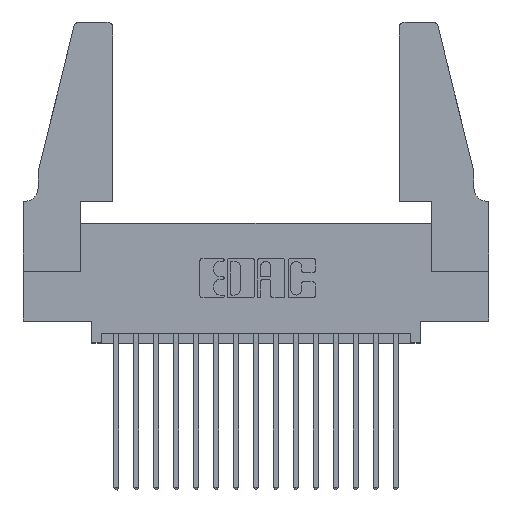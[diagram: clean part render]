
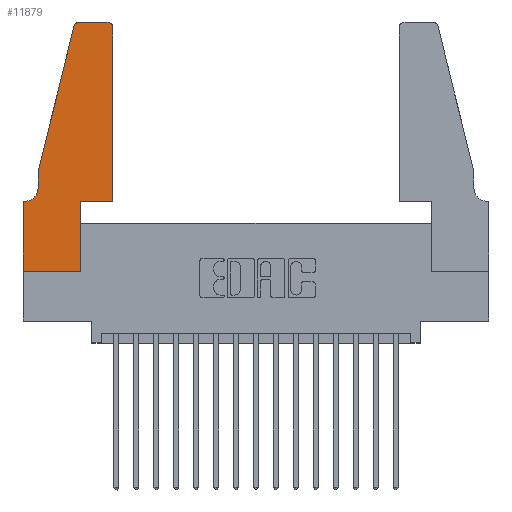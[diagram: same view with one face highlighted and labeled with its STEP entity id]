
A CAD part, top view. The second image highlights one B-rep face of the part: STEP entity #11879.
In plain terms, the highlighted planar face has unit normal (0, 0, 1).
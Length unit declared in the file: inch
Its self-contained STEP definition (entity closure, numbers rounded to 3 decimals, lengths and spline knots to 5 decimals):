
#211 = CARTESIAN_POINT ( 'NONE',  ( 0.4205, 1.25, 0.37 ) ) ;
#690 = DIRECTION ( 'NONE',  ( 1., 0., 0. ) ) ;
#849 = DIRECTION ( 'NONE',  ( 0., 1., 0. ) ) ;
#905 = CARTESIAN_POINT ( 'NONE',  ( 0.0755, 0.35, 0.37 ) ) ;
#1336 = VECTOR ( 'NONE', #15999, 39.37008 ) ;
#1567 = ORIENTED_EDGE ( 'NONE', *, *, #15245, .T. ) ;
#1669 = VECTOR ( 'NONE', #8763, 39.37008 ) ;
#1710 = DIRECTION ( 'NONE',  ( 0., 0., 1. ) ) ;
#1799 = DIRECTION ( 'NONE',  ( 0., 0., 1. ) ) ;
#1826 = CARTESIAN_POINT ( 'NONE',  ( 0.0055, 0.35, 0.37 ) ) ;
#1875 = CARTESIAN_POINT ( 'NONE',  ( 0.2605, 1.25, 0.37 ) ) ;
#1886 = DIRECTION ( 'NONE',  ( -0.239, -0.971, 0. ) ) ;
#1966 = EDGE_CURVE ( 'NONE', #15301, #2793, #7467, .T. ) ;
#2140 = EDGE_CURVE ( 'NONE', #13564, #10375, #14481, .T. ) ;
#2258 = CARTESIAN_POINT ( 'NONE',  ( 0.0755, 0.5, 0.37 ) ) ;
#2502 = EDGE_CURVE ( 'NONE', #3875, #9818, #5964, .T. ) ;
#2793 = VERTEX_POINT ( 'NONE', #1826 ) ;
#2944 = AXIS2_PLACEMENT_3D ( 'NONE', #8923, #17078, #690 ) ;
#3021 = ORIENTED_EDGE ( 'NONE', *, *, #2140, .T. ) ;
#3305 = DIRECTION ( 'NONE',  ( -1., 0., 0. ) ) ;
#3565 = ORIENTED_EDGE ( 'NONE', *, *, #17191, .T. ) ;
#3686 = DIRECTION ( 'NONE',  ( 0., -1., 0. ) ) ;
#3875 = VERTEX_POINT ( 'NONE', #15202 ) ;
#4215 = DIRECTION ( 'NONE',  ( 0., -1., 0. ) ) ;
#4385 = DIRECTION ( 'NONE',  ( 1., 0., 0. ) ) ;
#4530 = EDGE_CURVE ( 'NONE', #9818, #17452, #15415, .T. ) ;
#4604 = ORIENTED_EDGE ( 'NONE', *, *, #2502, .T. ) ;
#4975 = LINE ( 'NONE', #905, #10084 ) ;
#5127 = DIRECTION ( 'NONE',  ( 0., 1., 0. ) ) ;
#5186 = CARTESIAN_POINT ( 'NONE',  ( 0.4505, 0.35, 0.37 ) ) ;
#5526 = LINE ( 'NONE', #13824, #14670 ) ;
#5642 = AXIS2_PLACEMENT_3D ( 'NONE', #14920, #1710, #13659 ) ;
#5713 = CARTESIAN_POINT ( 'NONE',  ( 0., 0., 0.37 ) ) ;
#5801 = CARTESIAN_POINT ( 'NONE',  ( 0., 0., 0.37 ) ) ;
#5936 = DIRECTION ( 'NONE',  ( -1., 0., 0. ) ) ;
#5964 = LINE ( 'NONE', #16082, #8718 ) ;
#6211 = CARTESIAN_POINT ( 'NONE',  ( 0.25487, 1.22718, 0.37 ) ) ;
#6480 = EDGE_CURVE ( 'NONE', #10375, #15301, #14475, .T. ) ;
#7125 = CARTESIAN_POINT ( 'NONE',  ( 0., 0.35, 0.37 ) ) ;
#7227 = EDGE_LOOP ( 'NONE', ( #3565, #12705, #3021, #11424, #14991, #13868, #14710, #1567, #4604, #14250, #16975, #14966 ) ) ;
#7426 = CARTESIAN_POINT ( 'NONE',  ( 0.0755, 0.5, 0.37 ) ) ;
#7467 = CIRCLE ( 'NONE', #10722, 0.07 ) ;
#7703 = VERTEX_POINT ( 'NONE', #211 ) ;
#7711 = DIRECTION ( 'NONE',  ( -1., 0., 0. ) ) ;
#8267 = CARTESIAN_POINT ( 'NONE',  ( 0.284, 1.25, 0.37 ) ) ;
#8368 = CARTESIAN_POINT ( 'NONE',  ( 0.0055, 0.42, 0.37 ) ) ;
#8718 = VECTOR ( 'NONE', #5127, 39.37008 ) ;
#8763 = DIRECTION ( 'NONE',  ( 1., 0., 0. ) ) ;
#8923 = CARTESIAN_POINT ( 'NONE',  ( 0.4205, 1.22, 0.37 ) ) ;
#8948 = CARTESIAN_POINT ( 'NONE',  ( 0.0755, 0.42, 0.37 ) ) ;
#9140 = LINE ( 'NONE', #1875, #15480 ) ;
#9561 = LINE ( 'NONE', #14414, #14876 ) ;
#9818 = VERTEX_POINT ( 'NONE', #11718 ) ;
#10084 = VECTOR ( 'NONE', #7711, 39.37008 ) ;
#10375 = VERTEX_POINT ( 'NONE', #17370 ) ;
#10449 = CIRCLE ( 'NONE', #10784, 0.03 ) ;
#10722 = AXIS2_PLACEMENT_3D ( 'NONE', #8368, #16650, #5936 ) ;
#10784 = AXIS2_PLACEMENT_3D ( 'NONE', #12566, #1799, #4385 ) ;
#10990 = EDGE_CURVE ( 'NONE', #12917, #7703, #14764, .T. ) ;
#11424 = ORIENTED_EDGE ( 'NONE', *, *, #6480, .T. ) ;
#11718 = CARTESIAN_POINT ( 'NONE',  ( 0.2865, 0.35, 0.37 ) ) ;
#11878 = CARTESIAN_POINT ( 'NONE',  ( 0.4505, 0.35, 0.37 ) ) ;
#11879 = ADVANCED_FACE ( 'NONE', ( #13015 ), #12231, .T. ) ;
#12231 = PLANE ( 'NONE',  #5642 ) ;
#12566 = CARTESIAN_POINT ( 'NONE',  ( 0.284, 1.22, 0.37 ) ) ;
#12705 = ORIENTED_EDGE ( 'NONE', *, *, #15234, .T. ) ;
#12917 = VERTEX_POINT ( 'NONE', #15146 ) ;
#13015 = FACE_OUTER_BOUND ( 'NONE', #7227, .T. ) ;
#13564 = VERTEX_POINT ( 'NONE', #6211 ) ;
#13629 = EDGE_CURVE ( 'NONE', #2793, #14772, #4975, .T. ) ;
#13659 = DIRECTION ( 'NONE',  ( 1., 0., 0. ) ) ;
#13824 = CARTESIAN_POINT ( 'NONE',  ( 0., 0., 0.37 ) ) ;
#13868 = ORIENTED_EDGE ( 'NONE', *, *, #13629, .T. ) ;
#13908 = VERTEX_POINT ( 'NONE', #5713 ) ;
#14250 = ORIENTED_EDGE ( 'NONE', *, *, #4530, .T. ) ;
#14266 = LINE ( 'NONE', #5801, #1669 ) ;
#14414 = CARTESIAN_POINT ( 'NONE',  ( 0.4505, 0.35, 0.37 ) ) ;
#14475 = LINE ( 'NONE', #2258, #17486 ) ;
#14481 = LINE ( 'NONE', #7426, #17275 ) ;
#14670 = VECTOR ( 'NONE', #4215, 39.37008 ) ;
#14710 = ORIENTED_EDGE ( 'NONE', *, *, #16990, .T. ) ;
#14764 = CIRCLE ( 'NONE', #2944, 0.03 ) ;
#14772 = VERTEX_POINT ( 'NONE', #7125 ) ;
#14876 = VECTOR ( 'NONE', #849, 39.37008 ) ;
#14920 = CARTESIAN_POINT ( 'NONE',  ( 0., 0.35, 0.37 ) ) ;
#14966 = ORIENTED_EDGE ( 'NONE', *, *, #10990, .T. ) ;
#14991 = ORIENTED_EDGE ( 'NONE', *, *, #1966, .T. ) ;
#15146 = CARTESIAN_POINT ( 'NONE',  ( 0.4505, 1.22, 0.37 ) ) ;
#15202 = CARTESIAN_POINT ( 'NONE',  ( 0.2865, 0., 0.37 ) ) ;
#15234 = EDGE_CURVE ( 'NONE', #15553, #13564, #10449, .T. ) ;
#15245 = EDGE_CURVE ( 'NONE', #13908, #3875, #14266, .T. ) ;
#15301 = VERTEX_POINT ( 'NONE', #8948 ) ;
#15415 = LINE ( 'NONE', #11878, #1336 ) ;
#15480 = VECTOR ( 'NONE', #3305, 39.37008 ) ;
#15553 = VERTEX_POINT ( 'NONE', #8267 ) ;
#15999 = DIRECTION ( 'NONE',  ( 1., 0., 0. ) ) ;
#16082 = CARTESIAN_POINT ( 'NONE',  ( 0.2865, 0.35, 0.37 ) ) ;
#16650 = DIRECTION ( 'NONE',  ( 0., 0., -1. ) ) ;
#16975 = ORIENTED_EDGE ( 'NONE', *, *, #17282, .T. ) ;
#16990 = EDGE_CURVE ( 'NONE', #14772, #13908, #5526, .T. ) ;
#17078 = DIRECTION ( 'NONE',  ( 0., 0., 1. ) ) ;
#17191 = EDGE_CURVE ( 'NONE', #7703, #15553, #9140, .T. ) ;
#17275 = VECTOR ( 'NONE', #1886, 39.37008 ) ;
#17282 = EDGE_CURVE ( 'NONE', #17452, #12917, #9561, .T. ) ;
#17370 = CARTESIAN_POINT ( 'NONE',  ( 0.0755, 0.5, 0.37 ) ) ;
#17452 = VERTEX_POINT ( 'NONE', #5186 ) ;
#17486 = VECTOR ( 'NONE', #3686, 39.37008 ) ;
